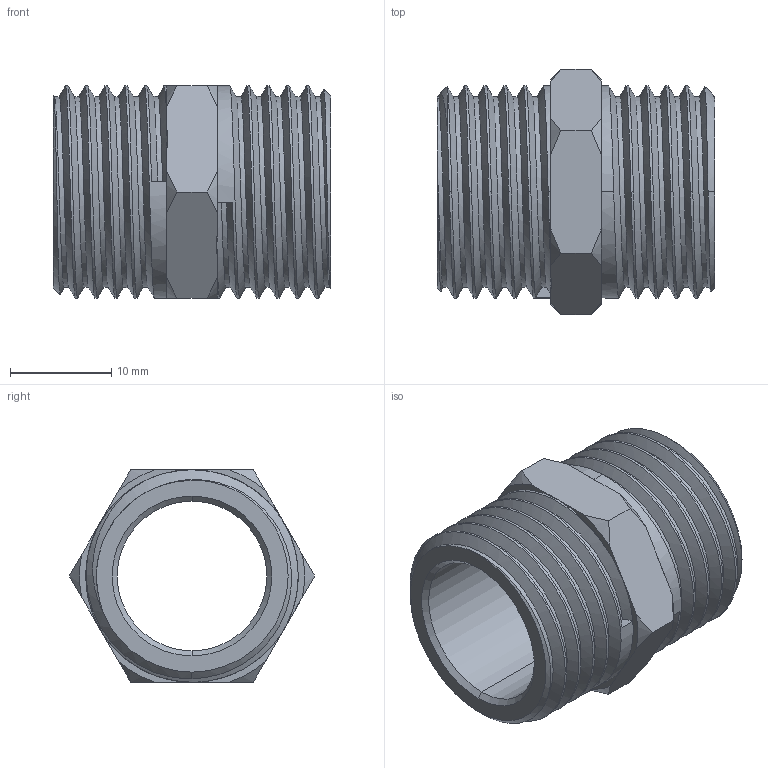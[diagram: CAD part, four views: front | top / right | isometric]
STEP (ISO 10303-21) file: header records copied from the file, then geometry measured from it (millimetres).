
FILE_DESCRIPTION (( 'STEP AP203' ), '1' );
FILE_NAME ('VTr.582.STEP', '2018-05-29T05:52:37', ( 'User' ), ( '' ), 'SwSTEP 2.0', 'SolidWorks 2017', '' );
FILE_SCHEMA (( 'CONFIG_CONTROL_DESIGN' ));
Length unit declared in the file: millimetre
Products named in the file (1): VTr.582
Bounding box: 27.41 x 24.25 x 21 mm (x, y, z)
Volume: 4122 mm3; surface area: 4100.1 mm2
Topology: 1 solids, 1 shells, 78 faces, 204 edges, 128 vertices
Faces by surface type: cylinder 26, cone 22, plane 22, bspline 8
Entity records: 5969 total; most frequent: CARTESIAN_POINT 4209, ORIENTED_EDGE 408, DIRECTION 282, EDGE_CURVE 204, VERTEX_POINT 128, AXIS2_PLACEMENT_3D 109, EDGE_LOOP 80, FACE_OUTER_BOUND 78
